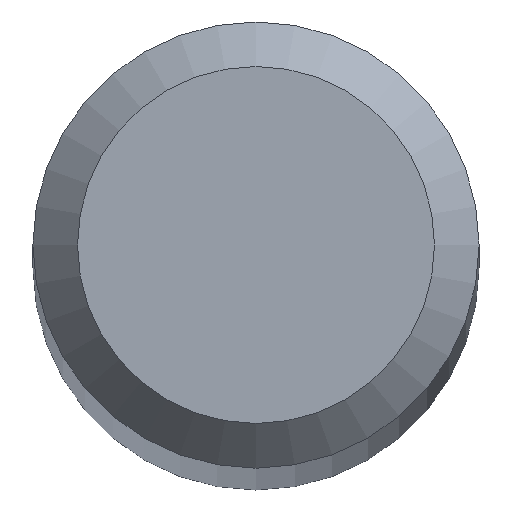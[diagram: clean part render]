
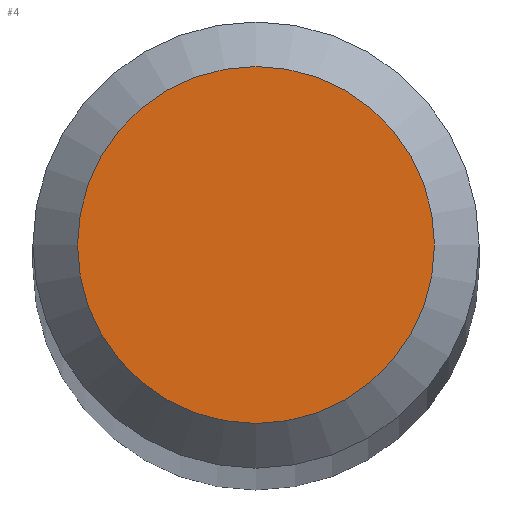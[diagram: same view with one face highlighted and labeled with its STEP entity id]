
A CAD part, top view. The second image highlights one B-rep face of the part: STEP entity #4.
In plain terms, the highlighted planar face has unit normal (0, 0, 1).
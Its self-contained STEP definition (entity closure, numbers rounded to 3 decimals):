
#4 = ADVANCED_FACE ( 'NONE', ( #189 ), #57, .F. ) ;
#11 = ORIENTED_EDGE ( 'NONE', *, *, #225, .F. ) ;
#12 = CARTESIAN_POINT ( 'NONE',  ( 0., 0., 30. ) ) ;
#57 = PLANE ( 'NONE',  #148 ) ;
#85 = CARTESIAN_POINT ( 'NONE',  ( 0., 0., 30. ) ) ;
#115 = EDGE_LOOP ( 'NONE', ( #11 ) ) ;
#138 = AXIS2_PLACEMENT_3D ( 'NONE', #12, #146, #242 ) ;
#146 = DIRECTION ( 'NONE',  ( 0., 0., -1. ) ) ;
#148 = AXIS2_PLACEMENT_3D ( 'NONE', #85, #224, #236 ) ;
#174 = CIRCLE ( 'NONE', #138, 0.4 ) ;
#189 = FACE_OUTER_BOUND ( 'NONE', #115, .T. ) ;
#202 = VERTEX_POINT ( 'NONE', #220 ) ;
#220 = CARTESIAN_POINT ( 'NONE',  ( 0., 0.4, 30. ) ) ;
#224 = DIRECTION ( 'NONE',  ( 0., 0., -1. ) ) ;
#225 = EDGE_CURVE ( 'NONE', #202, #202, #174, .T. ) ;
#236 = DIRECTION ( 'NONE',  ( 0., 1., 0. ) ) ;
#242 = DIRECTION ( 'NONE',  ( 0., 1., 0. ) ) ;
